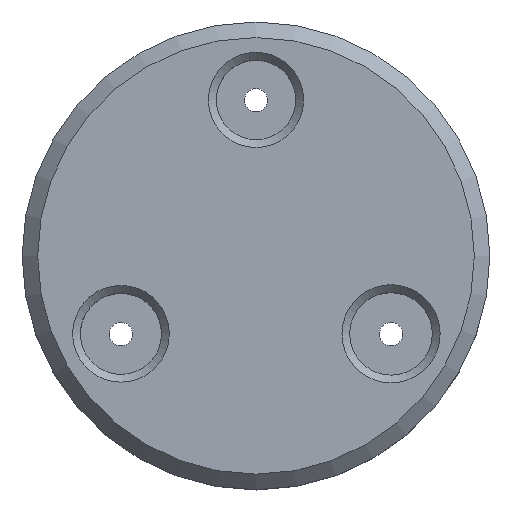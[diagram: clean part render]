
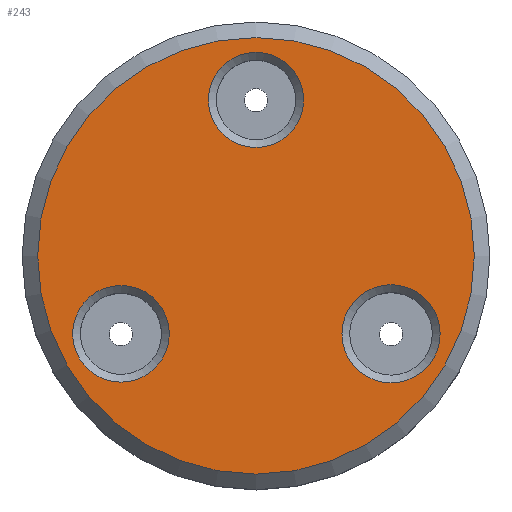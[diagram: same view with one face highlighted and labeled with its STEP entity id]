
A CAD part, top view. The second image highlights one B-rep face of the part: STEP entity #243.
In plain terms, the highlighted planar face has unit normal (0, 0, 1).
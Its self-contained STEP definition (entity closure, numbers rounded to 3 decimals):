
#18=FACE_BOUND('',#61,.T.);
#19=FACE_BOUND('',#62,.T.);
#20=FACE_BOUND('',#63,.T.);
#25=PLANE('',#281);
#40=FACE_OUTER_BOUND('',#60,.T.);
#60=EDGE_LOOP('',(#188));
#61=EDGE_LOOP('',(#189));
#62=EDGE_LOOP('',(#190));
#63=EDGE_LOOP('',(#191));
#109=CIRCLE('',#280,14.);
#110=CIRCLE('',#282,3.1);
#111=CIRCLE('',#283,3.05);
#112=CIRCLE('',#284,3.15);
#128=VERTEX_POINT('',#411);
#129=VERTEX_POINT('',#415);
#130=VERTEX_POINT('',#417);
#131=VERTEX_POINT('',#419);
#149=EDGE_CURVE('',#128,#128,#109,.T.);
#151=EDGE_CURVE('',#129,#129,#110,.T.);
#152=EDGE_CURVE('',#130,#130,#111,.T.);
#153=EDGE_CURVE('',#131,#131,#112,.T.);
#188=ORIENTED_EDGE('',*,*,#149,.F.);
#189=ORIENTED_EDGE('',*,*,#151,.F.);
#190=ORIENTED_EDGE('',*,*,#152,.F.);
#191=ORIENTED_EDGE('',*,*,#153,.F.);
#243=ADVANCED_FACE('',(#40,#18,#19,#20),#25,.T.);
#280=AXIS2_PLACEMENT_3D('',#412,#330,#331);
#281=AXIS2_PLACEMENT_3D('',#414,#333,#334);
#282=AXIS2_PLACEMENT_3D('',#416,#335,#336);
#283=AXIS2_PLACEMENT_3D('',#418,#337,#338);
#284=AXIS2_PLACEMENT_3D('',#420,#339,#340);
#330=DIRECTION('center_axis',(0.,0.,-1.));
#331=DIRECTION('ref_axis',(1.,0.,0.));
#333=DIRECTION('center_axis',(0.,0.,1.));
#334=DIRECTION('ref_axis',(1.,0.,0.));
#335=DIRECTION('center_axis',(0.,0.,1.));
#336=DIRECTION('ref_axis',(1.,0.,0.));
#337=DIRECTION('center_axis',(0.,0.,1.));
#338=DIRECTION('ref_axis',(1.,0.,0.));
#339=DIRECTION('center_axis',(0.,0.,1.));
#340=DIRECTION('ref_axis',(1.,0.,0.));
#411=CARTESIAN_POINT('',(-14.,0.,10.));
#412=CARTESIAN_POINT('Origin',(0.,0.,10.));
#414=CARTESIAN_POINT('Origin',(0.,0.,10.));
#415=CARTESIAN_POINT('',(-11.76,-5.,10.));
#416=CARTESIAN_POINT('Origin',(-8.66,-5.,10.));
#417=CARTESIAN_POINT('',(-3.05,10.,10.));
#418=CARTESIAN_POINT('Origin',(0.,10.,10.));
#419=CARTESIAN_POINT('',(5.51,-5.,10.));
#420=CARTESIAN_POINT('Origin',(8.66,-5.,10.));
